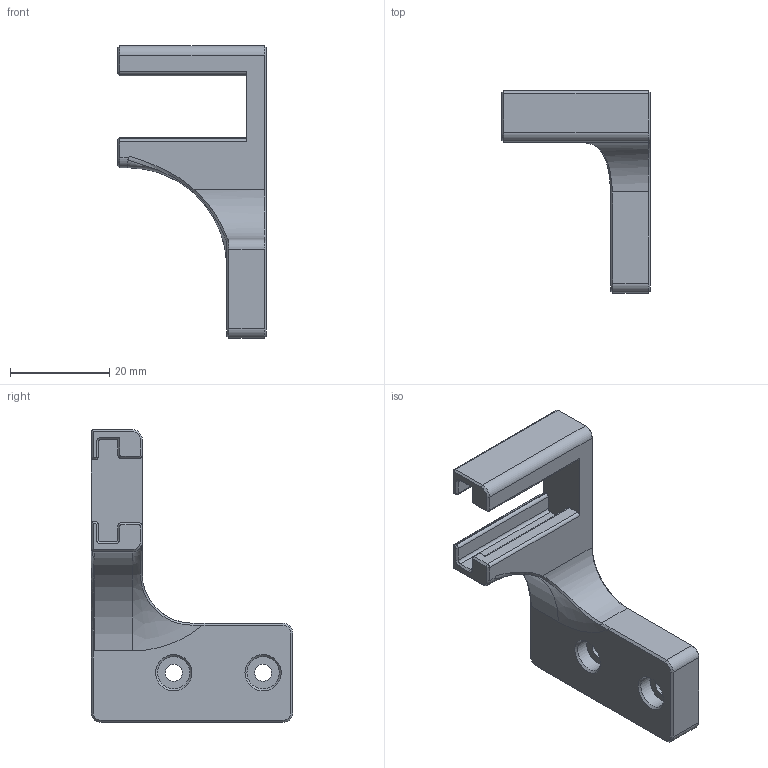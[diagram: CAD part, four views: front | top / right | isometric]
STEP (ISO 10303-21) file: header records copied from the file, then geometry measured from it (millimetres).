
FILE_DESCRIPTION(/* description */ (''),/* implementation_level */ '2;1');
FILE_NAME(/* name */ 'B-Probe_Dock_Hemera_Front-R.stp',/* time_stamp */ '2020-09-12T12:07:56-07:00',/* author */ (''),/* organization */ (''),/* preprocessor_version */ 'ST-DEVELOPER v18.1',/* originating_system */ 'Autodesk Translation Framework v9.3.0.1241',/* authorisation */ '');
FILE_SCHEMA (('AUTOMOTIVE_DESIGN { 1 0 10303 214 3 1 1 }'));
Length unit declared in the file: millimetre
Products named in the file (1): Probe Dock
Bounding box: 30 x 40.65 x 59 mm (x, y, z)
Volume: 11469.6 mm3; surface area: 5895.3 mm2
Topology: 1 solids, 1 shells, 119 faces, 290 edges, 174 vertices
Faces by surface type: plane 55, cylinder 28, cone 26, bspline 8, torus 2
Full cylindrical faces by diameter (mm): 3.4 x2, 6.5 x2
Entity records: 3695 total; most frequent: CARTESIAN_POINT 876, ORIENTED_EDGE 578, DIRECTION 577, EDGE_CURVE 289, AXIS2_PLACEMENT_3D 197, LINE 183, VECTOR 183, VERTEX_POINT 174
